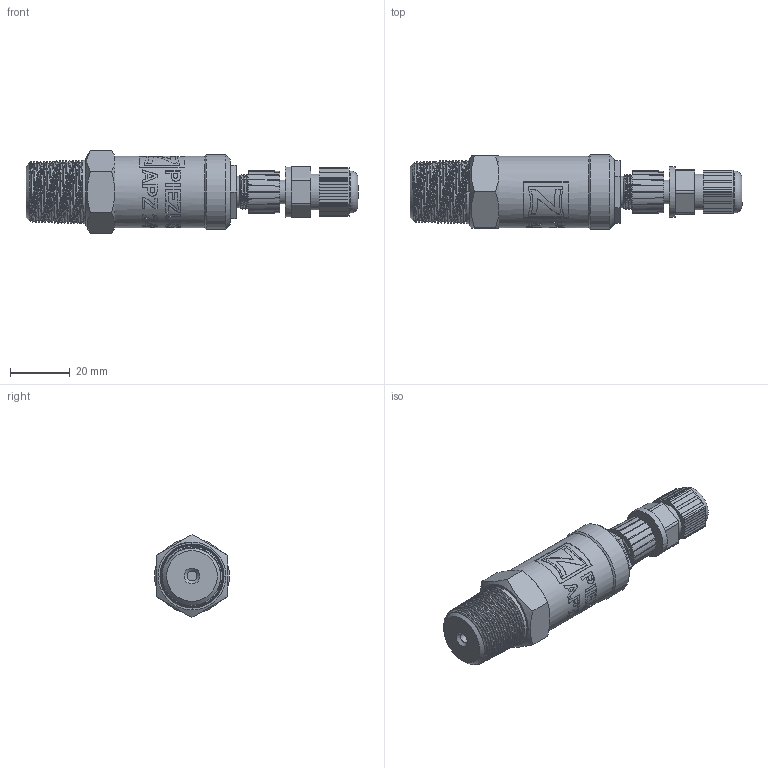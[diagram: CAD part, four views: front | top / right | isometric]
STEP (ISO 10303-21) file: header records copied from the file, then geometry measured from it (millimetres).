
FILE_DESCRIPTION(/* description */ (''),/* implementation_level */ '2;1');
FILE_NAME(/* name */ 'APZ2410_NPT1''2_M12x1.step',/* time_stamp */ '2021-06-11T14:21:56+03:00',/* author */ (''),/* organization */ (''),/* preprocessor_version */ 'ST-DEVELOPER v18.1',/* originating_system */ 'Autodesk Translation Framework v10.9.0.1377',/* authorisation */ '');
FILE_SCHEMA (('AUTOMOTIVE_DESIGN { 1 0 10303 214 3 1 1 }'));
Products named in the file (7): APZ2410_NPT1'2_M12x1; NPT 1/2; Стакан; Адаптер М12х1; M12x1 assembly v4; M12x1 female straight v9; M12x1 male v16
Assembly tree (6 placements, depth 3):
  APZ2410_NPT1'2_M12x1
    NPT 1/2
    Стакан
    Адаптер М12х1
    M12x1 assembly v4
      M12x1 female straight v9
      M12x1 male v16
Bounding box: 110.67 x 25 x 27.71 mm (x, y, z)
Volume: 34348.4 mm3; surface area: 16171.6 mm2
Topology: 15 solids, 15 shells, 788 faces, 2199 edges, 1480 vertices
Faces by surface type: bspline 329, plane 259, cylinder 135, cone 61, torus 4
Full cylindrical faces by diameter (mm): 1 x14, 1.5 x6, 3.3 x1, 7.3 x1, 8 x3, 8.2 x1, 10.293 x1, 10.6 x2, 10.741 x6, 11.884 x5, 12 x1, 14 x2, 14.137 x4, 14.526 x9, 15.85 x3, 16.203 x9, 17 x1, 22.15 x4, 22.65 x4, 24 x1, 25 x1
Entity records: 59539 total; most frequent: CARTESIAN_POINT 41109, ORIENTED_EDGE 4398, DIRECTION 2768, EDGE_CURVE 2199, VERTEX_POINT 1480, LINE 1082, VECTOR 1082, AXIS2_PLACEMENT_3D 843
